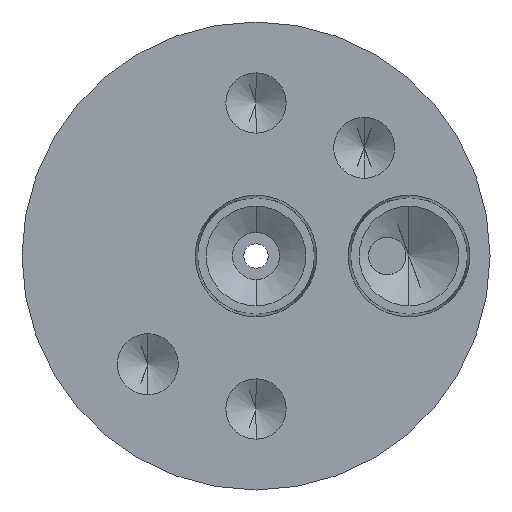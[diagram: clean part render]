
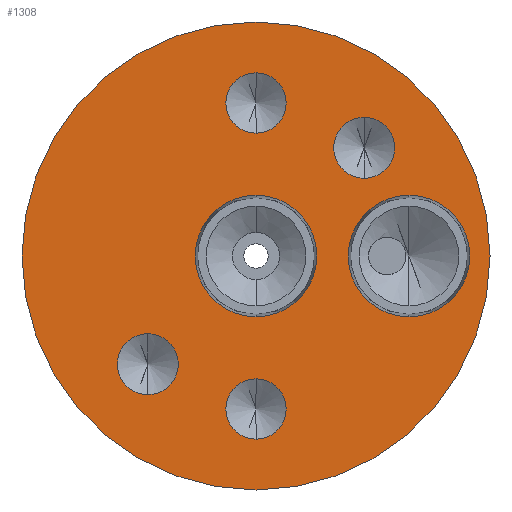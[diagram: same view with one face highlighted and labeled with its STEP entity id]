
A CAD part, front view. The second image highlights one B-rep face of the part: STEP entity #1308.
In plain terms, the highlighted planar face has unit normal (0, -1, 0).
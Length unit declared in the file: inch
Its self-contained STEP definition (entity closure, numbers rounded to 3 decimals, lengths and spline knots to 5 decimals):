
#96 = CIRCLE ( 'NONE', #2697, 0.1005 ) ;
#102 = VERTEX_POINT ( 'NONE', #1211 ) ;
#124 = ORIENTED_EDGE ( 'NONE', *, *, #1775, .F. ) ;
#157 = CIRCLE ( 'NONE', #2629, 0.10156 ) ;
#207 = CIRCLE ( 'NONE', #617, 0.1005 ) ;
#226 = DIRECTION ( 'NONE',  ( 0., 0., -1. ) ) ;
#295 = DIRECTION ( 'NONE',  ( 0., 1., 0. ) ) ;
#315 = DIRECTION ( 'NONE',  ( 0., -1., 0. ) ) ;
#460 = CIRCLE ( 'NONE', #2272, 0.1005 ) ;
#512 = ORIENTED_EDGE ( 'NONE', *, *, #2895, .F. ) ;
#539 = ORIENTED_EDGE ( 'NONE', *, *, #2155, .F. ) ;
#553 = CARTESIAN_POINT ( 'NONE',  ( 0., -0.625, -0.51 ) ) ;
#556 = CIRCLE ( 'NONE', #3023, 0.10156 ) ;
#569 = EDGE_LOOP ( 'NONE', ( #539, #3304 ) ) ;
#617 = AXIS2_PLACEMENT_3D ( 'NONE', #553, #2774, #772 ) ;
#660 = CARTESIAN_POINT ( 'NONE',  ( 0., -0.625, -0.2025 ) ) ;
#672 = ORIENTED_EDGE ( 'NONE', *, *, #2859, .F. ) ;
#705 = CIRCLE ( 'NONE', #1675, 0.1005 ) ;
#772 = DIRECTION ( 'NONE',  ( 0., 0., -1. ) ) ;
#773 = FACE_BOUND ( 'NONE', #3682, .T. ) ;
#787 = VERTEX_POINT ( 'NONE', #660 ) ;
#802 = CIRCLE ( 'NONE', #1957, 0.2025 ) ;
#825 = DIRECTION ( 'NONE',  ( 0., 0., -1. ) ) ;
#857 = DIRECTION ( 'NONE',  ( 0., -1., 0. ) ) ;
#883 = EDGE_CURVE ( 'NONE', #2328, #3484, #556, .T. ) ;
#886 = DIRECTION ( 'NONE',  ( 0., -1., 0. ) ) ;
#889 = CARTESIAN_POINT ( 'NONE',  ( 0., -0.625, -0.78 ) ) ;
#896 = ORIENTED_EDGE ( 'NONE', *, *, #883, .F. ) ;
#905 = CIRCLE ( 'NONE', #2975, 0.10156 ) ;
#918 = AXIS2_PLACEMENT_3D ( 'NONE', #2828, #1390, #3714 ) ;
#1002 = DIRECTION ( 'NONE',  ( 0., -1., 0. ) ) ;
#1011 = PLANE ( 'NONE',  #2744 ) ;
#1039 = CIRCLE ( 'NONE', #3156, 0.10156 ) ;
#1085 = DIRECTION ( 'NONE',  ( 0., 0., -1. ) ) ;
#1093 = CARTESIAN_POINT ( 'NONE',  ( 0., -0.625, 0.6105 ) ) ;
#1101 = CARTESIAN_POINT ( 'NONE',  ( 0., -0.625, 0.51 ) ) ;
#1140 = EDGE_CURVE ( 'NONE', #1913, #2154, #1295, .T. ) ;
#1145 = EDGE_CURVE ( 'NONE', #102, #1772, #3636, .T. ) ;
#1211 = CARTESIAN_POINT ( 'NONE',  ( 0.51, -0.625, 0.20251 ) ) ;
#1248 = EDGE_LOOP ( 'NONE', ( #2654, #3072 ) ) ;
#1283 = CARTESIAN_POINT ( 'NONE',  ( 0., -0.625, 0. ) ) ;
#1294 = ORIENTED_EDGE ( 'NONE', *, *, #1625, .F. ) ;
#1295 = CIRCLE ( 'NONE', #2683, 0.78 ) ;
#1304 = CARTESIAN_POINT ( 'NONE',  ( -0.36062, -0.625, -0.36062 ) ) ;
#1308 = ADVANCED_FACE ( 'NONE', ( #773, #3059, #2763, #1627, #1642, #1891, #2482 ), #1011, .T. ) ;
#1311 = CARTESIAN_POINT ( 'NONE',  ( 0., -0.625, -0.4095 ) ) ;
#1322 = ORIENTED_EDGE ( 'NONE', *, *, #1910, .F. ) ;
#1328 = DIRECTION ( 'NONE',  ( 0., 0., -1. ) ) ;
#1375 = DIRECTION ( 'NONE',  ( 0., -1., 0. ) ) ;
#1390 = DIRECTION ( 'NONE',  ( 0., -1., 0. ) ) ;
#1393 = DIRECTION ( 'NONE',  ( 0., -1., 0. ) ) ;
#1407 = CARTESIAN_POINT ( 'NONE',  ( 0.36062, -0.625, 0.25906 ) ) ;
#1431 = EDGE_CURVE ( 'NONE', #787, #2703, #802, .T. ) ;
#1490 = DIRECTION ( 'NONE',  ( 0., 0., -1. ) ) ;
#1497 = DIRECTION ( 'NONE',  ( 0., -1., 0. ) ) ;
#1499 = EDGE_CURVE ( 'NONE', #1736, #2463, #157, .T. ) ;
#1559 = ORIENTED_EDGE ( 'NONE', *, *, #2970, .F. ) ;
#1613 = DIRECTION ( 'NONE',  ( 0., 1., 0. ) ) ;
#1625 = EDGE_CURVE ( 'NONE', #2463, #1736, #1039, .T. ) ;
#1627 = FACE_BOUND ( 'NONE', #2947, .T. ) ;
#1642 = FACE_BOUND ( 'NONE', #3241, .T. ) ;
#1668 = CIRCLE ( 'NONE', #2751, 0.78 ) ;
#1675 = AXIS2_PLACEMENT_3D ( 'NONE', #3690, #3434, #226 ) ;
#1688 = CARTESIAN_POINT ( 'NONE',  ( -0.78, -0.625, 0. ) ) ;
#1692 = CARTESIAN_POINT ( 'NONE',  ( 0., -0.625, 0.51 ) ) ;
#1711 = CARTESIAN_POINT ( 'NONE',  ( 0., -0.625, 0. ) ) ;
#1733 = CIRCLE ( 'NONE', #3456, 0.2025 ) ;
#1736 = VERTEX_POINT ( 'NONE', #2568 ) ;
#1762 = EDGE_CURVE ( 'NONE', #1772, #102, #2385, .T. ) ;
#1772 = VERTEX_POINT ( 'NONE', #2544 ) ;
#1775 = EDGE_CURVE ( 'NONE', #3120, #2700, #96, .T. ) ;
#1811 = EDGE_LOOP ( 'NONE', ( #1294, #2003 ) ) ;
#1891 = FACE_BOUND ( 'NONE', #2163, .T. ) ;
#1910 = EDGE_CURVE ( 'NONE', #2703, #787, #1733, .T. ) ;
#1913 = VERTEX_POINT ( 'NONE', #889 ) ;
#1957 = AXIS2_PLACEMENT_3D ( 'NONE', #3477, #1497, #2648 ) ;
#2003 = ORIENTED_EDGE ( 'NONE', *, *, #1499, .F. ) ;
#2007 = CARTESIAN_POINT ( 'NONE',  ( 0., -0.625, 0.2025 ) ) ;
#2013 = AXIS2_PLACEMENT_3D ( 'NONE', #3470, #886, #2042 ) ;
#2042 = DIRECTION ( 'NONE',  ( 0., 0., -1. ) ) ;
#2154 = VERTEX_POINT ( 'NONE', #3650 ) ;
#2155 = EDGE_CURVE ( 'NONE', #2154, #1913, #1668, .T. ) ;
#2163 = EDGE_LOOP ( 'NONE', ( #2707, #1322 ) ) ;
#2217 = CARTESIAN_POINT ( 'NONE',  ( 0., -0.625, -0.6105 ) ) ;
#2227 = CARTESIAN_POINT ( 'NONE',  ( 0., -0.625, 0.4095 ) ) ;
#2264 = DIRECTION ( 'NONE',  ( 0., -1., 0. ) ) ;
#2272 = AXIS2_PLACEMENT_3D ( 'NONE', #1692, #3410, #825 ) ;
#2328 = VERTEX_POINT ( 'NONE', #1407 ) ;
#2385 = CIRCLE ( 'NONE', #918, 0.20251 ) ;
#2463 = VERTEX_POINT ( 'NONE', #3491 ) ;
#2482 = FACE_OUTER_BOUND ( 'NONE', #569, .T. ) ;
#2515 = DIRECTION ( 'NONE',  ( 0., 0., -1. ) ) ;
#2517 = EDGE_CURVE ( 'NONE', #3484, #2328, #905, .T. ) ;
#2544 = CARTESIAN_POINT ( 'NONE',  ( 0.51, -0.625, -0.20251 ) ) ;
#2568 = CARTESIAN_POINT ( 'NONE',  ( -0.36062, -0.625, -0.25906 ) ) ;
#2623 = DIRECTION ( 'NONE',  ( 0., 0., -1. ) ) ;
#2629 = AXIS2_PLACEMENT_3D ( 'NONE', #2649, #857, #3229 ) ;
#2648 = DIRECTION ( 'NONE',  ( 0., 0., -1. ) ) ;
#2649 = CARTESIAN_POINT ( 'NONE',  ( -0.36062, -0.625, -0.36062 ) ) ;
#2654 = ORIENTED_EDGE ( 'NONE', *, *, #1762, .F. ) ;
#2683 = AXIS2_PLACEMENT_3D ( 'NONE', #1711, #295, #3430 ) ;
#2697 = AXIS2_PLACEMENT_3D ( 'NONE', #1101, #2264, #1328 ) ;
#2700 = VERTEX_POINT ( 'NONE', #2227 ) ;
#2703 = VERTEX_POINT ( 'NONE', #2007 ) ;
#2707 = ORIENTED_EDGE ( 'NONE', *, *, #1431, .F. ) ;
#2744 = AXIS2_PLACEMENT_3D ( 'NONE', #1688, #1393, #2515 ) ;
#2751 = AXIS2_PLACEMENT_3D ( 'NONE', #3076, #1613, #3361 ) ;
#2763 = FACE_BOUND ( 'NONE', #1248, .T. ) ;
#2774 = DIRECTION ( 'NONE',  ( 0., -1., 0. ) ) ;
#2822 = ORIENTED_EDGE ( 'NONE', *, *, #2517, .F. ) ;
#2828 = CARTESIAN_POINT ( 'NONE',  ( 0.51, -0.625, 0. ) ) ;
#2851 = CARTESIAN_POINT ( 'NONE',  ( 0.36062, -0.625, 0.46219 ) ) ;
#2859 = EDGE_CURVE ( 'NONE', #3442, #3038, #207, .T. ) ;
#2895 = EDGE_CURVE ( 'NONE', #2700, #3120, #460, .T. ) ;
#2901 = CARTESIAN_POINT ( 'NONE',  ( 0.36062, -0.625, 0.36062 ) ) ;
#2947 = EDGE_LOOP ( 'NONE', ( #512, #124 ) ) ;
#2970 = EDGE_CURVE ( 'NONE', #3038, #3442, #705, .T. ) ;
#2975 = AXIS2_PLACEMENT_3D ( 'NONE', #2901, #315, #2623 ) ;
#3023 = AXIS2_PLACEMENT_3D ( 'NONE', #3616, #1375, #1085 ) ;
#3038 = VERTEX_POINT ( 'NONE', #1311 ) ;
#3059 = FACE_BOUND ( 'NONE', #1811, .T. ) ;
#3072 = ORIENTED_EDGE ( 'NONE', *, *, #1145, .F. ) ;
#3076 = CARTESIAN_POINT ( 'NONE',  ( 0., -0.625, 0. ) ) ;
#3120 = VERTEX_POINT ( 'NONE', #1093 ) ;
#3156 = AXIS2_PLACEMENT_3D ( 'NONE', #1304, #1002, #3264 ) ;
#3229 = DIRECTION ( 'NONE',  ( 0., 0., -1. ) ) ;
#3241 = EDGE_LOOP ( 'NONE', ( #672, #1559 ) ) ;
#3264 = DIRECTION ( 'NONE',  ( 0., 0., -1. ) ) ;
#3304 = ORIENTED_EDGE ( 'NONE', *, *, #1140, .F. ) ;
#3361 = DIRECTION ( 'NONE',  ( 0., 0., 1. ) ) ;
#3410 = DIRECTION ( 'NONE',  ( 0., -1., 0. ) ) ;
#3430 = DIRECTION ( 'NONE',  ( 0., 0., 1. ) ) ;
#3433 = DIRECTION ( 'NONE',  ( 0., -1., 0. ) ) ;
#3434 = DIRECTION ( 'NONE',  ( 0., -1., 0. ) ) ;
#3442 = VERTEX_POINT ( 'NONE', #2217 ) ;
#3456 = AXIS2_PLACEMENT_3D ( 'NONE', #1283, #3433, #1490 ) ;
#3470 = CARTESIAN_POINT ( 'NONE',  ( 0.51, -0.625, 0. ) ) ;
#3477 = CARTESIAN_POINT ( 'NONE',  ( 0., -0.625, 0. ) ) ;
#3484 = VERTEX_POINT ( 'NONE', #2851 ) ;
#3491 = CARTESIAN_POINT ( 'NONE',  ( -0.36062, -0.625, -0.46219 ) ) ;
#3616 = CARTESIAN_POINT ( 'NONE',  ( 0.36062, -0.625, 0.36062 ) ) ;
#3636 = CIRCLE ( 'NONE', #2013, 0.20251 ) ;
#3650 = CARTESIAN_POINT ( 'NONE',  ( 0., -0.625, 0.78 ) ) ;
#3682 = EDGE_LOOP ( 'NONE', ( #896, #2822 ) ) ;
#3690 = CARTESIAN_POINT ( 'NONE',  ( 0., -0.625, -0.51 ) ) ;
#3714 = DIRECTION ( 'NONE',  ( 0., 0., -1. ) ) ;
